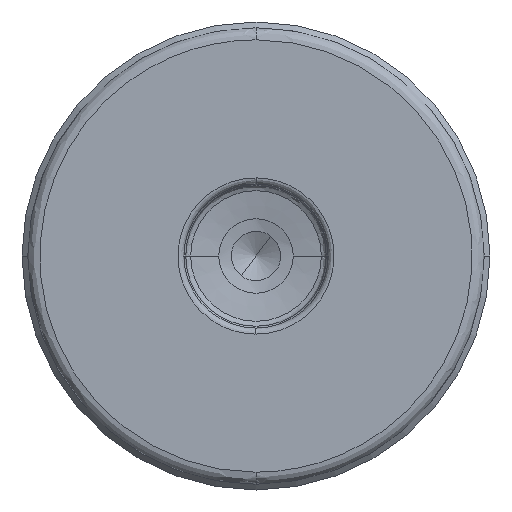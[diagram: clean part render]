
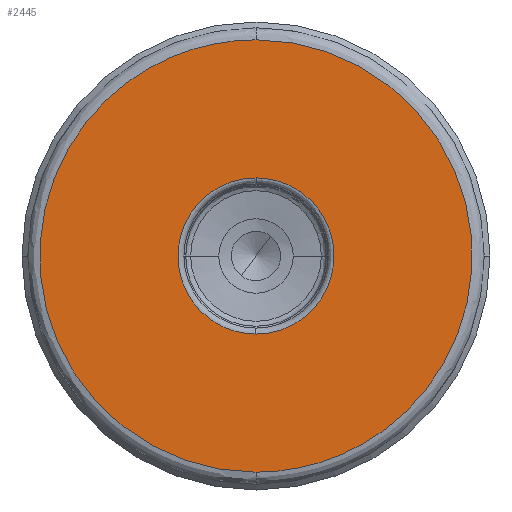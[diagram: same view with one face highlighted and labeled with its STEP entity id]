
A CAD part, front view. The second image highlights one B-rep face of the part: STEP entity #2445.
In plain terms, the highlighted planar face has unit normal (0, -1, 0).
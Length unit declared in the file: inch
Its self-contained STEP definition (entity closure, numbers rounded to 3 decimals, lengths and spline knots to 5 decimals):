
#48 = CARTESIAN_POINT ( 'NONE',  ( 0.80963, -0.04042, 2.07309 ) ) ;
#82 = CARTESIAN_POINT ( 'NONE',  ( 0.80963, -0.04042, 0.65577 ) ) ;
#88 = CARTESIAN_POINT ( 'NONE',  ( 0.80963, -0.04042, 0.65577 ) ) ;
#162 = EDGE_CURVE ( 'NONE', #3896, #3636, #2256, .T. ) ;
#233 = DIRECTION ( 'NONE',  ( 0., 0., 1. ) ) ;
#258 = ORIENTED_EDGE ( 'NONE', *, *, #1315, .F. ) ;
#309 = CARTESIAN_POINT ( 'NONE',  ( 0.80963, -0.04042, 2.07309 ) ) ;
#390 = FACE_OUTER_BOUND ( 'NONE', #1847, .T. ) ;
#404 = CARTESIAN_POINT ( 'NONE',  ( 0.80963, -0.04042, 2.07309 ) ) ;
#476 = CARTESIAN_POINT ( 'NONE',  ( 0.29782, -0.04042, 1.10853 ) ) ;
#696 = CARTESIAN_POINT ( 'NONE',  ( 0.80963, -0.04042, 1.62034 ) ) ;
#874 = CARTESIAN_POINT ( 'NONE',  ( 0.80963, -0.04042, 1.62034 ) ) ;
#926 = EDGE_LOOP ( 'NONE', ( #2522, #1617 ) ) ;
#973 =( BOUNDED_CURVE ( )  B_SPLINE_CURVE ( 3, ( #48, #1562, #3476, #88 ),
 .UNSPECIFIED., .F., .F. ) 
 B_SPLINE_CURVE_WITH_KNOTS ( ( 4, 4 ),
 ( 0., 0.5 ),
 .UNSPECIFIED. ) 
 CURVE ( )  GEOMETRIC_REPRESENTATION_ITEM ( )  RATIONAL_B_SPLINE_CURVE ( ( 1., 0.333, 0.333, 1. ) ) 
 REPRESENTATION_ITEM ( '' )  );
#1047 = EDGE_CURVE ( 'NONE', #1099, #1570, #973, .T. ) ;
#1099 = VERTEX_POINT ( 'NONE', #404 ) ;
#1155 = FACE_BOUND ( 'NONE', #926, .T. ) ;
#1315 = EDGE_CURVE ( 'NONE', #1570, #1099, #4730, .T. ) ;
#1562 = CARTESIAN_POINT ( 'NONE',  ( 2.22695, -0.04042, 2.07309 ) ) ;
#1570 = VERTEX_POINT ( 'NONE', #82 ) ;
#1617 = ORIENTED_EDGE ( 'NONE', *, *, #4897, .F. ) ;
#1675 =( BOUNDED_CURVE ( )  B_SPLINE_CURVE ( 3, ( #2218, #4511, #2990, #696 ),
 .UNSPECIFIED., .F., .T. ) 
 B_SPLINE_CURVE_WITH_KNOTS ( ( 4, 4 ),
 ( 0.5, 1. ),
 .UNSPECIFIED. ) 
 CURVE ( )  GEOMETRIC_REPRESENTATION_ITEM ( )  RATIONAL_B_SPLINE_CURVE ( ( 1., 0.333, 0.333, 1. ) ) 
 REPRESENTATION_ITEM ( '' )  );
#1845 = CARTESIAN_POINT ( 'NONE',  ( 0.80963, -0.04042, 0.65577 ) ) ;
#1847 = EDGE_LOOP ( 'NONE', ( #3431, #258 ) ) ;
#2218 = CARTESIAN_POINT ( 'NONE',  ( 0.80963, -0.04042, 1.10853 ) ) ;
#2256 =( BOUNDED_CURVE ( )  B_SPLINE_CURVE ( 3, ( #874, #3168, #476, #2773 ),
 .UNSPECIFIED., .F., .F. ) 
 B_SPLINE_CURVE_WITH_KNOTS ( ( 4, 4 ),
 ( 0., 0.5 ),
 .UNSPECIFIED. ) 
 CURVE ( )  GEOMETRIC_REPRESENTATION_ITEM ( )  RATIONAL_B_SPLINE_CURVE ( ( 1., 0.333, 0.333, 1. ) ) 
 REPRESENTATION_ITEM ( '' )  );
#2445 = ADVANCED_FACE ( 'NONE', ( #1155, #390 ), #4803, .F. ) ;
#2509 = DIRECTION ( 'NONE',  ( 0., 1., 0. ) ) ;
#2522 = ORIENTED_EDGE ( 'NONE', *, *, #162, .F. ) ;
#2600 = CARTESIAN_POINT ( 'NONE',  ( -0.6077, -0.04042, 2.07309 ) ) ;
#2773 = CARTESIAN_POINT ( 'NONE',  ( 0.80963, -0.04042, 1.10853 ) ) ;
#2990 = CARTESIAN_POINT ( 'NONE',  ( 1.32144, -0.04042, 1.62034 ) ) ;
#3159 = CARTESIAN_POINT ( 'NONE',  ( 0.80963, -0.04042, 1.10853 ) ) ;
#3168 = CARTESIAN_POINT ( 'NONE',  ( 0.29782, -0.04042, 1.62034 ) ) ;
#3304 = AXIS2_PLACEMENT_3D ( 'NONE', #4787, #2509, #233 ) ;
#3431 = ORIENTED_EDGE ( 'NONE', *, *, #1047, .F. ) ;
#3476 = CARTESIAN_POINT ( 'NONE',  ( 2.22695, -0.04042, 0.65577 ) ) ;
#3636 = VERTEX_POINT ( 'NONE', #3159 ) ;
#3896 = VERTEX_POINT ( 'NONE', #4100 ) ;
#4100 = CARTESIAN_POINT ( 'NONE',  ( 0.80963, -0.04042, 1.62034 ) ) ;
#4140 = CARTESIAN_POINT ( 'NONE',  ( -0.6077, -0.04042, 0.65577 ) ) ;
#4511 = CARTESIAN_POINT ( 'NONE',  ( 1.32144, -0.04042, 1.10853 ) ) ;
#4730 =( BOUNDED_CURVE ( )  B_SPLINE_CURVE ( 3, ( #1845, #4140, #2600, #309 ),
 .UNSPECIFIED., .F., .F. ) 
 B_SPLINE_CURVE_WITH_KNOTS ( ( 4, 4 ),
 ( 0.5, 1. ),
 .UNSPECIFIED. ) 
 CURVE ( )  GEOMETRIC_REPRESENTATION_ITEM ( )  RATIONAL_B_SPLINE_CURVE ( ( 1., 0.333, 0.333, 1. ) ) 
 REPRESENTATION_ITEM ( '' )  );
#4787 = CARTESIAN_POINT ( 'NONE',  ( 1.55766, -0.04042, 1.36443 ) ) ;
#4803 = PLANE ( 'NONE',  #3304 ) ;
#4897 = EDGE_CURVE ( 'NONE', #3636, #3896, #1675, .T. ) ;
